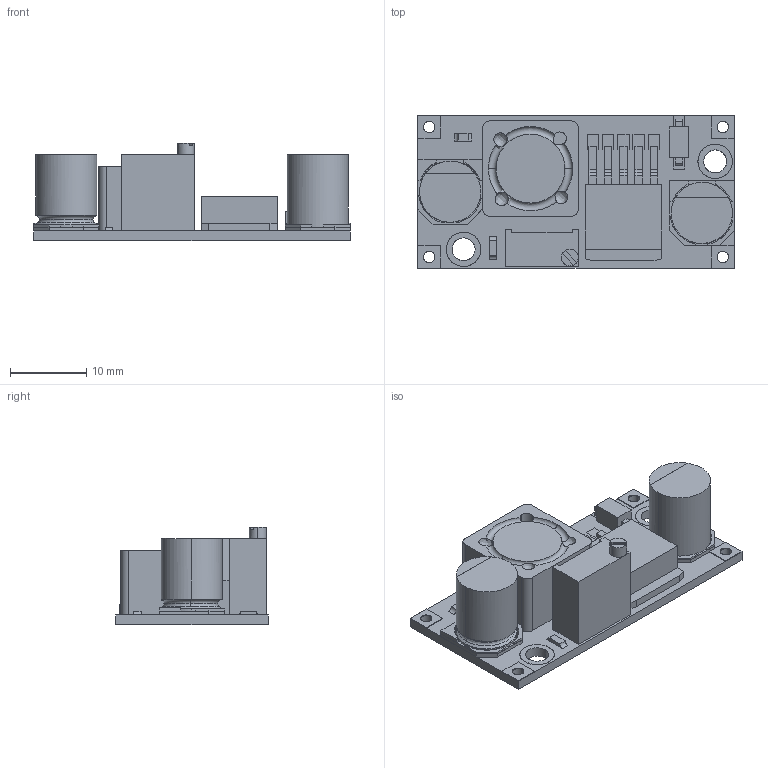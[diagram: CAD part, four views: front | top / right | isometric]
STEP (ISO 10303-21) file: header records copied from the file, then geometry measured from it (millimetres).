
FILE_DESCRIPTION (( 'STEP AP203' ), '1' );
FILE_NAME ('Regulador_LM2596.step_Default_sldprt.STEP', '2020-12-09T15:01:24', ( '' ), ( '' ), 'SwSTEP 2.0', 'SolidWorks 2020', '' );
FILE_SCHEMA (( 'CONFIG_CONTROL_DESIGN' ));
Length unit declared in the file: millimetre
Products named in the file (1): Regulador_LM2596.step_Default_sldprt
Bounding box: 41.4 x 20 x 12.8 mm (x, y, z)
Surface area: 4199.6 mm2 (no closed solid volume)
Topology: 0 solids, 18 shells, 304 faces, 788 edges, 525 vertices
Faces by surface type: plane 221, cylinder 69, torus 9, bspline 3, cone 2
Entity records: 11464 total; most frequent: CARTESIAN_POINT 5524, ORIENTED_EDGE 1562, B_SPLINE_CURVE_WITH_KNOTS 782, EDGE_CURVE 782, DIRECTION 604, VERTEX_POINT 525, EDGE_LOOP 340, FACE_OUTER_BOUND 304
